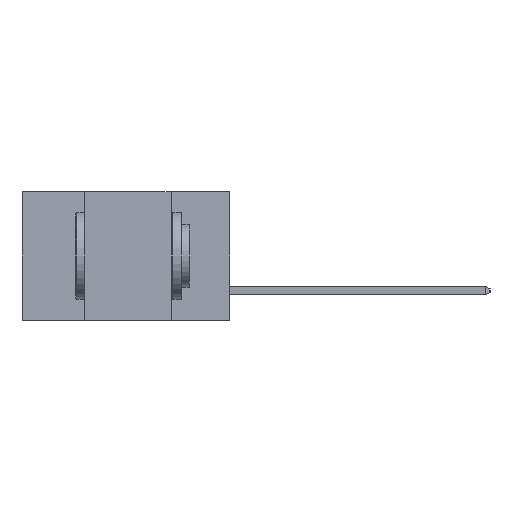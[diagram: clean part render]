
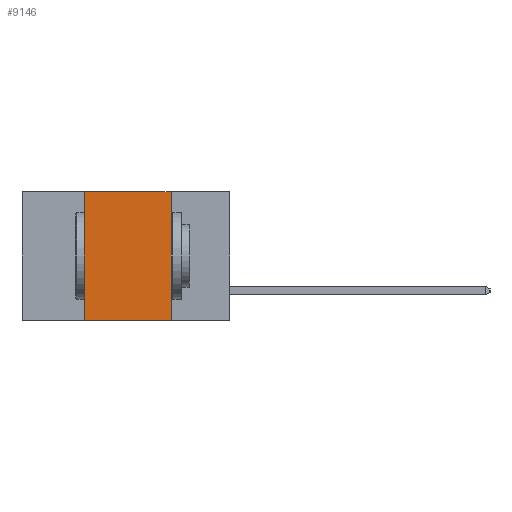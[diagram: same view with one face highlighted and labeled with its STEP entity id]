
A CAD part, left-side view. The second image highlights one B-rep face of the part: STEP entity #9146.
In plain terms, the highlighted planar face has unit normal (-1, 0, 0).
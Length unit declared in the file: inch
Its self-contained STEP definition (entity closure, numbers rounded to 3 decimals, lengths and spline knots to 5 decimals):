
#779 = DIRECTION ( 'NONE',  ( 0., 0., -1. ) ) ;
#826 = VERTEX_POINT ( 'NONE', #8090 ) ;
#1136 = FACE_OUTER_BOUND ( 'NONE', #22736, .T. ) ;
#1141 = DIRECTION ( 'NONE',  ( 0., -1., 0. ) ) ;
#1341 = LINE ( 'NONE', #19679, #6095 ) ;
#5032 = CARTESIAN_POINT ( 'NONE',  ( 0., 0.6, -0.37 ) ) ;
#5449 = DIRECTION ( 'NONE',  ( 0., 0., 1. ) ) ;
#5922 = CARTESIAN_POINT ( 'NONE',  ( 0., 0.42, -0.37 ) ) ;
#6095 = VECTOR ( 'NONE', #21680, 39.37008 ) ;
#8090 = CARTESIAN_POINT ( 'NONE',  ( 0., 0.17, -0.37 ) ) ;
#9066 = LINE ( 'NONE', #24982, #13733 ) ;
#9146 = ADVANCED_FACE ( 'NONE', ( #1136 ), #10799, .F. ) ;
#9847 = VERTEX_POINT ( 'NONE', #24742 ) ;
#10092 = CARTESIAN_POINT ( 'NONE',  ( 0., 0.17, 0. ) ) ;
#10650 = VERTEX_POINT ( 'NONE', #5922 ) ;
#10799 = PLANE ( 'NONE',  #23378 ) ;
#11086 = DIRECTION ( 'NONE',  ( 0., 0., -1. ) ) ;
#12804 = DIRECTION ( 'NONE',  ( 1., 0., 0. ) ) ;
#12968 = ORIENTED_EDGE ( 'NONE', *, *, #19421, .F. ) ;
#13733 = VECTOR ( 'NONE', #11086, 39.37008 ) ;
#14184 = VERTEX_POINT ( 'NONE', #10092 ) ;
#14637 = EDGE_CURVE ( 'NONE', #10650, #9847, #25521, .T. ) ;
#15223 = LINE ( 'NONE', #5032, #25174 ) ;
#15569 = VECTOR ( 'NONE', #5449, 39.37008 ) ;
#17630 = EDGE_CURVE ( 'NONE', #10650, #826, #15223, .T. ) ;
#19421 = EDGE_CURVE ( 'NONE', #9847, #14184, #1341, .T. ) ;
#19679 = CARTESIAN_POINT ( 'NONE',  ( 0., 0.6, 0. ) ) ;
#20742 = ORIENTED_EDGE ( 'NONE', *, *, #17630, .T. ) ;
#21382 = CARTESIAN_POINT ( 'NONE',  ( 0., 0.42, 0. ) ) ;
#21673 = ORIENTED_EDGE ( 'NONE', *, *, #22316, .F. ) ;
#21680 = DIRECTION ( 'NONE',  ( 0., -1., 0. ) ) ;
#22316 = EDGE_CURVE ( 'NONE', #14184, #826, #9066, .T. ) ;
#22736 = EDGE_LOOP ( 'NONE', ( #21673, #12968, #24770, #20742 ) ) ;
#23378 = AXIS2_PLACEMENT_3D ( 'NONE', #24686, #12804, #779 ) ;
#24686 = CARTESIAN_POINT ( 'NONE',  ( 0., 0.6, 0. ) ) ;
#24742 = CARTESIAN_POINT ( 'NONE',  ( 0., 0.42, 0. ) ) ;
#24770 = ORIENTED_EDGE ( 'NONE', *, *, #14637, .F. ) ;
#24982 = CARTESIAN_POINT ( 'NONE',  ( 0., 0.17, 0. ) ) ;
#25174 = VECTOR ( 'NONE', #1141, 39.37008 ) ;
#25521 = LINE ( 'NONE', #21382, #15569 ) ;
